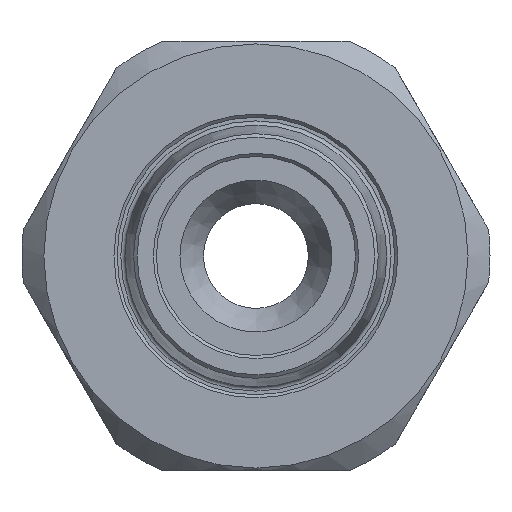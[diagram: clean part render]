
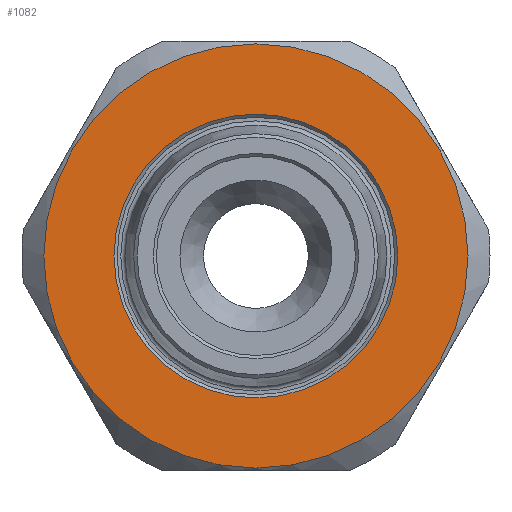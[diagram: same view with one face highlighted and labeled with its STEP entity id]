
A CAD part, left-side view. The second image highlights one B-rep face of the part: STEP entity #1082.
In plain terms, the highlighted planar face has unit normal (-1, 0, 0).
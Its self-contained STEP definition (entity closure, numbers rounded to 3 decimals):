
#38=FACE_BOUND('',#211,.T.);
#103=PLANE('',#1249);
#140=FACE_OUTER_BOUND('',#210,.T.);
#210=EDGE_LOOP('',(#829));
#211=EDGE_LOOP('',(#830));
#387=CIRCLE('',#1229,20.25);
#397=CIRCLE('',#1248,13.55);
#492=VERTEX_POINT('',#1864);
#501=VERTEX_POINT('',#1899);
#610=EDGE_CURVE('',#492,#492,#387,.T.);
#624=EDGE_CURVE('',#501,#501,#397,.T.);
#829=ORIENTED_EDGE('',*,*,#610,.T.);
#830=ORIENTED_EDGE('',*,*,#624,.F.);
#1082=ADVANCED_FACE('',(#140,#38),#103,.T.);
#1229=AXIS2_PLACEMENT_3D('',#1866,#1440,#1441);
#1248=AXIS2_PLACEMENT_3D('',#1900,#1481,#1482);
#1249=AXIS2_PLACEMENT_3D('',#1902,#1484,#1485);
#1440=DIRECTION('center_axis',(-1.,0.,0.));
#1441=DIRECTION('ref_axis',(0.,1.,0.));
#1481=DIRECTION('center_axis',(-1.,0.,0.));
#1482=DIRECTION('ref_axis',(0.,0.,-1.));
#1484=DIRECTION('center_axis',(-1.,0.,0.));
#1485=DIRECTION('ref_axis',(0.,0.,1.));
#1864=CARTESIAN_POINT('',(-16.,-20.25,0.));
#1866=CARTESIAN_POINT('Origin',(-16.,0.,0.));
#1899=CARTESIAN_POINT('',(-16.,0.,13.55));
#1900=CARTESIAN_POINT('Origin',(-16.,0.,0.));
#1902=CARTESIAN_POINT('Origin',(-16.,0.,0.));
